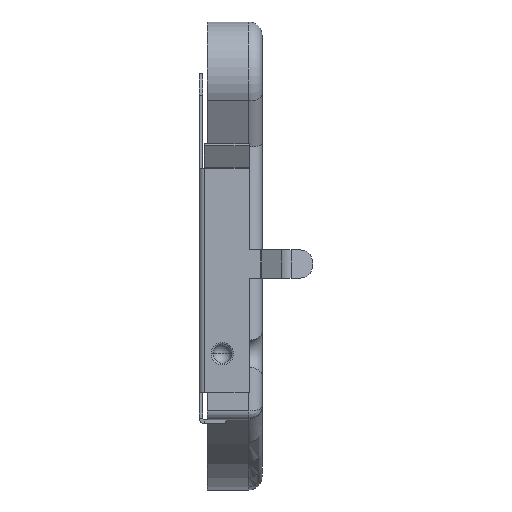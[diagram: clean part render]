
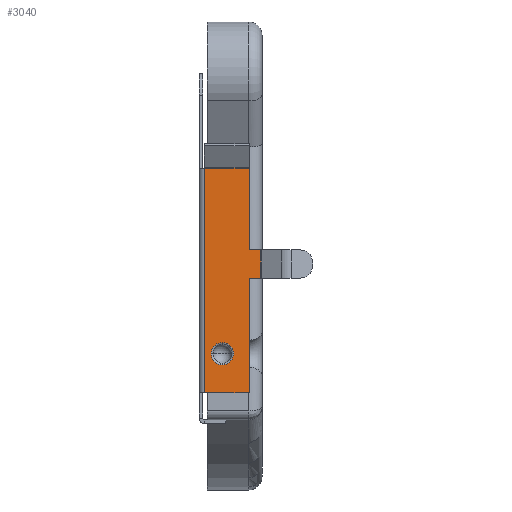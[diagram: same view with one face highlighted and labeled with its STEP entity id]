
A CAD part, left-side view. The second image highlights one B-rep face of the part: STEP entity #3040.
In plain terms, the highlighted planar face has unit normal (-1, 0, 0).
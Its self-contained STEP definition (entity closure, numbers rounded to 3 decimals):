
#28 = CARTESIAN_POINT ( 'NONE',  ( -12.85, 0.71, -0.075 ) ) ;
#118 = LINE ( 'NONE', #1046, #5013 ) ;
#167 = CARTESIAN_POINT ( 'NONE',  ( -12.85, 0.072, -0.075 ) ) ;
#182 = DIRECTION ( 'NONE',  ( 0., 0., -1. ) ) ;
#237 = EDGE_CURVE ( 'NONE', #1971, #6438, #4687, .T. ) ;
#385 = ORIENTED_EDGE ( 'NONE', *, *, #1448, .F. ) ;
#447 = EDGE_CURVE ( 'NONE', #5008, #6760, #5017, .T. ) ;
#491 = VECTOR ( 'NONE', #4021, 1000. ) ;
#590 = AXIS2_PLACEMENT_3D ( 'NONE', #5188, #2499, #1854 ) ;
#610 = CARTESIAN_POINT ( 'NONE',  ( -12.85, 3.21, 4.47 ) ) ;
#650 = VERTEX_POINT ( 'NONE', #3333 ) ;
#676 = LINE ( 'NONE', #5014, #1086 ) ;
#736 = AXIS2_PLACEMENT_3D ( 'NONE', #6251, #3085, #4213 ) ;
#748 = CARTESIAN_POINT ( 'NONE',  ( -12.85, 0.71, -8.03 ) ) ;
#756 = LINE ( 'NONE', #6063, #1326 ) ;
#898 = AXIS2_PLACEMENT_3D ( 'NONE', #2080, #2666, #2032 ) ;
#963 = VERTEX_POINT ( 'NONE', #1477 ) ;
#1046 = CARTESIAN_POINT ( 'NONE',  ( -12.85, 0.71, 4.47 ) ) ;
#1086 = VECTOR ( 'NONE', #5500, 1000. ) ;
#1326 = VECTOR ( 'NONE', #4492, 1000. ) ;
#1353 = DIRECTION ( 'NONE',  ( 0., -1., 0. ) ) ;
#1370 = ORIENTED_EDGE ( 'NONE', *, *, #2236, .F. ) ;
#1448 = EDGE_CURVE ( 'NONE', #3387, #1971, #118, .T. ) ;
#1477 = CARTESIAN_POINT ( 'NONE',  ( -12.85, 2.21, -6.487 ) ) ;
#1538 = DIRECTION ( 'NONE',  ( 0., -1., 0. ) ) ;
#1644 = ORIENTED_EDGE ( 'NONE', *, *, #4840, .T. ) ;
#1672 = CIRCLE ( 'NONE', #898, 0.627 ) ;
#1683 = CARTESIAN_POINT ( 'NONE',  ( -12.85, 0.71, -1.645 ) ) ;
#1770 = ORIENTED_EDGE ( 'NONE', *, *, #237, .F. ) ;
#1854 = DIRECTION ( 'NONE',  ( 0., 0., 1. ) ) ;
#1971 = VERTEX_POINT ( 'NONE', #5947 ) ;
#2030 = VERTEX_POINT ( 'NONE', #1683 ) ;
#2032 = DIRECTION ( 'NONE',  ( 0., 0., 1. ) ) ;
#2080 = CARTESIAN_POINT ( 'NONE',  ( -12.85, 2.21, -5.86 ) ) ;
#2236 = EDGE_CURVE ( 'NONE', #2030, #5008, #756, .T. ) ;
#2431 = EDGE_CURVE ( 'NONE', #963, #650, #5877, .T. ) ;
#2492 = VERTEX_POINT ( 'NONE', #6131 ) ;
#2499 = DIRECTION ( 'NONE',  ( 1., 0., 0. ) ) ;
#2590 = VECTOR ( 'NONE', #5780, 1000. ) ;
#2666 = DIRECTION ( 'NONE',  ( 1., 0., 0. ) ) ;
#2808 = DIRECTION ( 'NONE',  ( 0., -1., 0. ) ) ;
#2887 = FACE_OUTER_BOUND ( 'NONE', #5693, .T. ) ;
#3040 = ADVANCED_FACE ( 'NONE', ( #4717, #2887 ), #3154, .T. ) ;
#3085 = DIRECTION ( 'NONE',  ( -1., 0., 0. ) ) ;
#3154 = PLANE ( 'NONE',  #736 ) ;
#3333 = CARTESIAN_POINT ( 'NONE',  ( -12.85, 2.21, -5.233 ) ) ;
#3387 = VERTEX_POINT ( 'NONE', #610 ) ;
#3486 = CARTESIAN_POINT ( 'NONE',  ( -12.85, 0.71, -0.075 ) ) ;
#3648 = LINE ( 'NONE', #4554, #6804 ) ;
#3838 = CARTESIAN_POINT ( 'NONE',  ( -12.85, 3.21, -8.03 ) ) ;
#3901 = LINE ( 'NONE', #4535, #491 ) ;
#3931 = ORIENTED_EDGE ( 'NONE', *, *, #6175, .T. ) ;
#4016 = VECTOR ( 'NONE', #182, 1000. ) ;
#4021 = DIRECTION ( 'NONE',  ( 0., 0., -1. ) ) ;
#4213 = DIRECTION ( 'NONE',  ( 0., 0., 1. ) ) ;
#4492 = DIRECTION ( 'NONE',  ( 0., 0., -1. ) ) ;
#4535 = CARTESIAN_POINT ( 'NONE',  ( -12.85, 3.21, 0. ) ) ;
#4554 = CARTESIAN_POINT ( 'NONE',  ( -12.85, 0.71, -1.645 ) ) ;
#4664 = ORIENTED_EDGE ( 'NONE', *, *, #6854, .F. ) ;
#4668 = ORIENTED_EDGE ( 'NONE', *, *, #447, .F. ) ;
#4687 = LINE ( 'NONE', #748, #4016 ) ;
#4717 = FACE_BOUND ( 'NONE', #5562, .T. ) ;
#4746 = EDGE_CURVE ( 'NONE', #2492, #6880, #676, .T. ) ;
#4840 = EDGE_CURVE ( 'NONE', #2030, #2492, #3648, .T. ) ;
#5008 = VERTEX_POINT ( 'NONE', #5236 ) ;
#5013 = VECTOR ( 'NONE', #1538, 1000. ) ;
#5014 = CARTESIAN_POINT ( 'NONE',  ( -12.85, 0.072, -1.645 ) ) ;
#5017 = LINE ( 'NONE', #6777, #2590 ) ;
#5188 = CARTESIAN_POINT ( 'NONE',  ( -12.85, 2.21, -5.86 ) ) ;
#5236 = CARTESIAN_POINT ( 'NONE',  ( -12.85, 0.71, -8.03 ) ) ;
#5500 = DIRECTION ( 'NONE',  ( 0., 0., 1. ) ) ;
#5562 = EDGE_LOOP ( 'NONE', ( #3931, #5602 ) ) ;
#5602 = ORIENTED_EDGE ( 'NONE', *, *, #2431, .T. ) ;
#5693 = EDGE_LOOP ( 'NONE', ( #4664, #1770, #385, #6019, #4668, #1370, #1644, #6101 ) ) ;
#5780 = DIRECTION ( 'NONE',  ( 0., 1., 0. ) ) ;
#5866 = LINE ( 'NONE', #28, #6951 ) ;
#5876 = EDGE_CURVE ( 'NONE', #3387, #6760, #3901, .T. ) ;
#5877 = CIRCLE ( 'NONE', #590, 0.627 ) ;
#5947 = CARTESIAN_POINT ( 'NONE',  ( -12.85, 0.71, 4.47 ) ) ;
#6019 = ORIENTED_EDGE ( 'NONE', *, *, #5876, .T. ) ;
#6063 = CARTESIAN_POINT ( 'NONE',  ( -12.85, 0.71, -8.03 ) ) ;
#6101 = ORIENTED_EDGE ( 'NONE', *, *, #4746, .T. ) ;
#6131 = CARTESIAN_POINT ( 'NONE',  ( -12.85, 0.072, -1.645 ) ) ;
#6175 = EDGE_CURVE ( 'NONE', #650, #963, #1672, .T. ) ;
#6251 = CARTESIAN_POINT ( 'NONE',  ( -12.85, 0.71, -1.645 ) ) ;
#6438 = VERTEX_POINT ( 'NONE', #3486 ) ;
#6760 = VERTEX_POINT ( 'NONE', #3838 ) ;
#6777 = CARTESIAN_POINT ( 'NONE',  ( -12.85, 3.31, -8.03 ) ) ;
#6804 = VECTOR ( 'NONE', #1353, 1000. ) ;
#6854 = EDGE_CURVE ( 'NONE', #6438, #6880, #5866, .T. ) ;
#6880 = VERTEX_POINT ( 'NONE', #167 ) ;
#6951 = VECTOR ( 'NONE', #2808, 1000. ) ;
